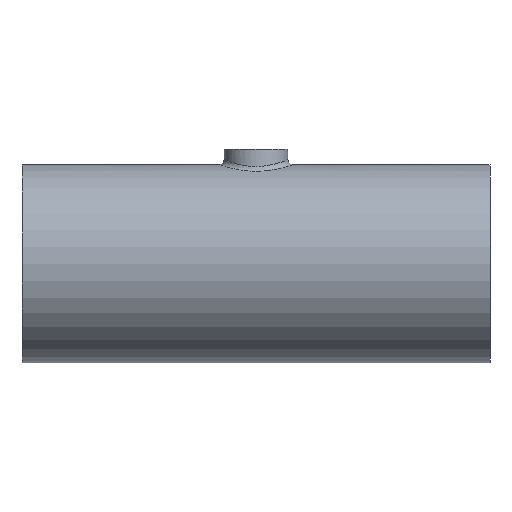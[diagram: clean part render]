
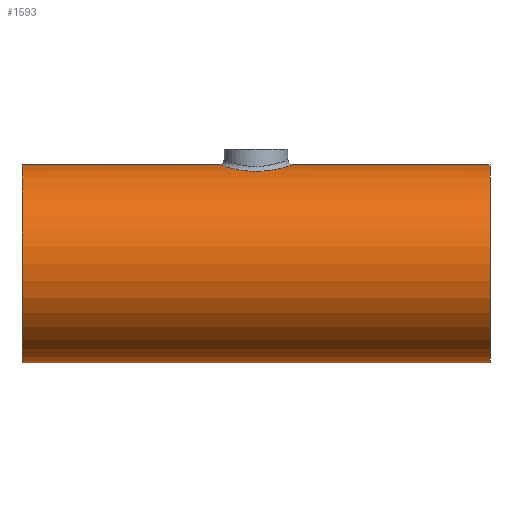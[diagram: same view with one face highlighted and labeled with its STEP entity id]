
A CAD part, front view. The second image highlights one B-rep face of the part: STEP entity #1593.
In plain terms, the highlighted cylindrical face has radius 38.05 mm (diameter 76.1 mm), a full revolution.
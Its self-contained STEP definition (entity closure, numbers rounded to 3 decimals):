
#1394=CARTESIAN_POINT('',(0.,-13.562,35.551));
#1395=VERTEX_POINT('',#1394);
#1473=CARTESIAN_POINT('',(0.,-13.562,35.551));
#1474=CARTESIAN_POINT('',(0.,-13.562,35.551));
#1475=CARTESIAN_POINT('',(0.,-13.562,35.551));
#1476=CARTESIAN_POINT('',(0.,-13.562,35.551));
#1477=CARTESIAN_POINT('',(0.536,-13.562,35.551));
#1478=CARTESIAN_POINT('',(1.606,-13.505,35.573));
#1479=CARTESIAN_POINT('',(3.068,-13.268,35.662));
#1480=CARTESIAN_POINT('',(4.104,-12.998,35.762));
#1481=CARTESIAN_POINT('',(5.055,-12.694,35.871));
#1482=CARTESIAN_POINT('',(5.67,-12.456,35.954));
#1483=CARTESIAN_POINT('',(7.112,-11.806,36.175));
#1484=CARTESIAN_POINT('',(8.42,-11.023,36.428));
#1485=CARTESIAN_POINT('',(9.821,-9.864,36.752));
#1486=CARTESIAN_POINT('',(10.555,-9.147,36.937));
#1487=CARTESIAN_POINT('',(11.441,-8.154,37.172));
#1488=CARTESIAN_POINT('',(12.397,-6.825,37.447));
#1489=CARTESIAN_POINT('',(13.054,-5.535,37.651));
#1490=CARTESIAN_POINT('',(13.437,-4.589,37.773));
#1491=CARTESIAN_POINT('',(13.668,-3.946,37.848));
#1492=CARTESIAN_POINT('',(13.925,-3.041,37.933));
#1493=CARTESIAN_POINT('',(14.127,-2.035,38.));
#1494=CARTESIAN_POINT('',(14.248,-1.021,38.041));
#1495=CARTESIAN_POINT('',(14.302,0.337,38.059));
#1496=CARTESIAN_POINT('',(14.193,1.706,38.022));
#1497=CARTESIAN_POINT('',(13.859,3.37,37.911));
#1498=CARTESIAN_POINT('',(13.33,4.996,37.737));
#1499=CARTESIAN_POINT('',(12.39,6.837,37.445));
#1500=CARTESIAN_POINT('',(11.493,8.08,37.187));
#1501=CARTESIAN_POINT('',(10.59,9.115,36.945));
#1502=CARTESIAN_POINT('',(9.604,10.086,36.696));
#1503=CARTESIAN_POINT('',(8.356,11.031,36.419));
#1504=CARTESIAN_POINT('',(7.164,11.745,36.193));
#1505=CARTESIAN_POINT('',(5.909,12.378,35.983));
#1506=CARTESIAN_POINT('',(4.578,12.877,35.806));
#1507=CARTESIAN_POINT('',(3.205,13.229,35.677));
#1508=CARTESIAN_POINT('',(1.974,13.453,35.593));
#1509=CARTESIAN_POINT('',(0.541,13.581,35.544));
#1510=CARTESIAN_POINT('',(-0.889,13.556,35.553));
#1511=CARTESIAN_POINT('',(-2.495,13.384,35.619));
#1512=CARTESIAN_POINT('',(-3.894,13.078,35.733));
#1513=CARTESIAN_POINT('',(-5.233,12.631,35.893));
#1514=CARTESIAN_POINT('',(-6.541,12.088,36.081));
#1515=CARTESIAN_POINT('',(-7.777,11.408,36.304));
#1516=CARTESIAN_POINT('',(-8.915,10.608,36.543));
#1517=CARTESIAN_POINT('',(-9.98,9.738,36.788));
#1518=CARTESIAN_POINT('',(-11.191,8.501,37.1));
#1519=CARTESIAN_POINT('',(-12.26,7.015,37.408));
#1520=CARTESIAN_POINT('',(-13.234,5.223,37.706));
#1521=CARTESIAN_POINT('',(-13.931,3.269,37.934));
#1522=CARTESIAN_POINT('',(-14.234,1.362,38.036));
#1523=CARTESIAN_POINT('',(-14.289,0.001,38.055));
#1524=CARTESIAN_POINT('',(-14.234,-1.367,38.036));
#1525=CARTESIAN_POINT('',(-13.966,-3.044,37.946));
#1526=CARTESIAN_POINT('',(-13.327,-5.003,37.736));
#1527=CARTESIAN_POINT('',(-12.545,-6.532,37.493));
#1528=CARTESIAN_POINT('',(-11.793,-7.664,37.273));
#1529=CARTESIAN_POINT('',(-10.739,-9.018,36.979));
#1530=CARTESIAN_POINT('',(-9.348,-10.336,36.629));
#1531=CARTESIAN_POINT('',(-7.626,-11.497,36.275));
#1532=CARTESIAN_POINT('',(-6.225,-12.237,36.031));
#1533=CARTESIAN_POINT('',(-4.743,-12.821,35.826));
#1534=CARTESIAN_POINT('',(-2.693,-13.387,35.619));
#1535=CARTESIAN_POINT('',(-1.071,-13.563,35.551));
#1536=CARTESIAN_POINT('',(0.,-13.562,35.551));
#1537=B_SPLINE_CURVE_WITH_KNOTS('',3,(#1473,#1474,#1475,#1476,#1477,#1478,#1479,#1480,#1481,#1482,#1483,#1484,#1485,#1486,#1487,#1488,#1489,#1490,#1491,#1492,#1493,#1494,#1495,#1496,#1497,#1498,#1499,#1500,#1501,#1502,#1503,#1504,#1505,#1506,#1507,#1508,#1509,#1510,#1511,#1512,#1513,#1514,#1515,#1516,#1517,#1518,#1519,#1520,#1521,#1522,#1523,#1524,#1525,#1526,#1527,#1528,#1529,#1530,#1531,#1532,#1533,#1534,#1535,#1536),.UNSPECIFIED.,.T.,.U.,(4,3,1,1,1,1,1,1,1,1,1,1,1,1,1,1,1,1,1,1,1,1,1,1,1,1,1,1,1,1,1,1,1,1,1,1,1,1,1,1,1,1,1,1,1,1,1,1,1,1,1,1,1,1,1,1,1,1,1,4),(-7.456,-7.456,-7.323,-7.19,-7.09,-7.057,-6.94,-6.924,-6.657,-6.557,-6.458,-6.391,-6.213,-6.036,-6.014,-5.947,-5.858,-5.77,-5.681,-5.592,-5.415,-5.326,-5.148,-4.971,-4.793,-4.749,-4.616,-4.438,-4.349,-4.261,-4.083,-3.994,-3.906,-3.772,-3.639,-3.551,-3.373,-3.284,-3.195,-3.018,-2.929,-2.84,-2.663,-2.485,-2.367,-2.13,-1.953,-1.864,-1.775,-1.598,-1.42,-1.243,-1.154,-1.065,-0.799,-0.666,-0.533,-0.399,-0.266,0.),.UNSPECIFIED.);
#1538=EDGE_CURVE('',#1395,#1395,#1537,.T.);
#1563=CARTESIAN_POINT('',(0.0,0.0,0.0));
#1564=DIRECTION('',(-1.0,0.0,0.0));
#1565=DIRECTION('',(0.0,-1.0,0.0));
#1566=AXIS2_PLACEMENT_3D('',#1563,#1564,#1565);
#1567=CYLINDRICAL_SURFACE('',#1566,38.05);
#1568=CARTESIAN_POINT('',(-90.0,-38.05,0.0));
#1569=VERTEX_POINT('',#1568);
#1570=CARTESIAN_POINT('',(-90.0,0.0,0.0));
#1571=DIRECTION('',(-1.0,0.0,0.0));
#1572=DIRECTION('',(0.0,-1.0,0.0));
#1573=AXIS2_PLACEMENT_3D('',#1570,#1571,#1572);
#1574=CIRCLE('',#1573,38.05);
#1575=EDGE_CURVE('',#1569,#1569,#1574,.T.);
#1576=ORIENTED_EDGE('',*,*,#1575,.F.);
#1577=EDGE_LOOP('',(#1576));
#1578=FACE_OUTER_BOUND('',#1577,.T.);
#1579=CARTESIAN_POINT('',(90.0,-38.05,0.0));
#1580=VERTEX_POINT('',#1579);
#1581=CARTESIAN_POINT('',(90.0,0.0,0.0));
#1582=DIRECTION('',(-1.0,0.0,0.0));
#1583=DIRECTION('',(0.0,-1.0,0.0));
#1584=AXIS2_PLACEMENT_3D('',#1581,#1582,#1583);
#1585=CIRCLE('',#1584,38.05);
#1586=EDGE_CURVE('',#1580,#1580,#1585,.T.);
#1587=ORIENTED_EDGE('',*,*,#1586,.T.);
#1588=EDGE_LOOP('',(#1587));
#1589=FACE_BOUND('',#1588,.T.);
#1590=ORIENTED_EDGE('',*,*,#1538,.F.);
#1591=EDGE_LOOP('',(#1590));
#1592=FACE_BOUND('',#1591,.T.);
#1593=ADVANCED_FACE('',(#1578,#1589,#1592),#1567,.T.);
